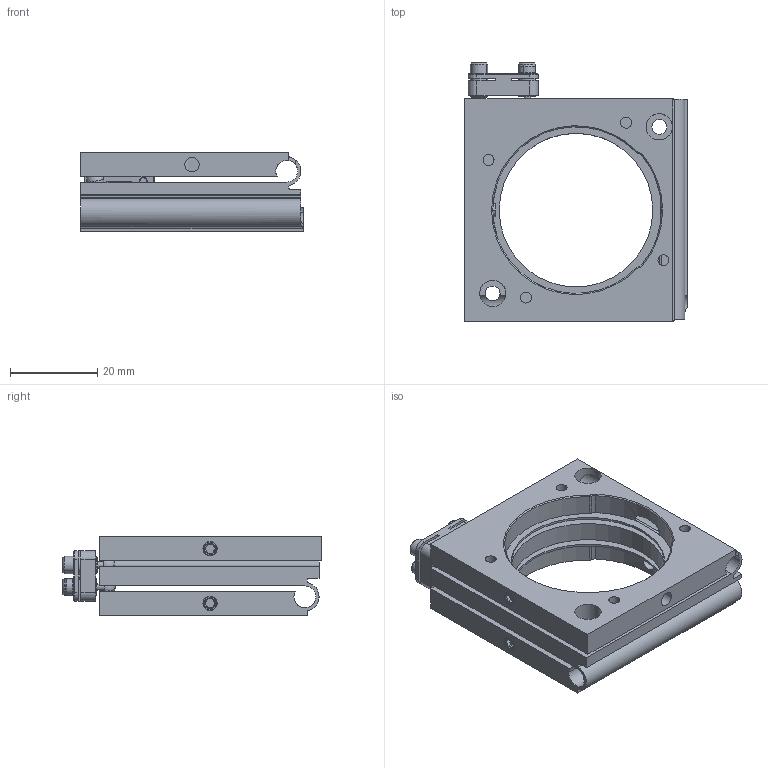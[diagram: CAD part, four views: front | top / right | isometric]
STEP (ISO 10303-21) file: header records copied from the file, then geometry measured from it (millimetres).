
FILE_DESCRIPTION (( 'STEP AP203' ), '1' );
FILE_NAME ('1.1.6.18_ZJR-S1.5_上方调节挠性光学调整架，铝合金，用于φ1.5英寸光学元件.STEP', '2023-10-12T03:11:58', ( '' ), ( '' ), 'SwSTEP 2.0', 'SolidWorks 2021', '' );
FILE_SCHEMA (( 'CONFIG_CONTROL_DESIGN' ));
Length unit declared in the file: millimetre
Products named in the file (1): 1.1.6.18_ZJR-S1.5_上方调节挠性光学调整架，铝合金，用于φ1.5英寸光学元件
Bounding box: 50.8 x 59.09 x 18 mm (x, y, z)
Surface area: 16800.8 mm2 (no closed solid volume)
Topology: 0 solids, 17 shells, 286 faces, 900 edges, 613 vertices
Faces by surface type: cylinder 115, plane 105, cone 51, torus 11, sphere 4
Entity records: 10851 total; most frequent: CARTESIAN_POINT 2856, DIRECTION 1646, ORIENTED_EDGE 1601, EDGE_CURVE 890, AXIS2_PLACEMENT_3D 620, VERTEX_POINT 607, LINE 406, VECTOR 406
